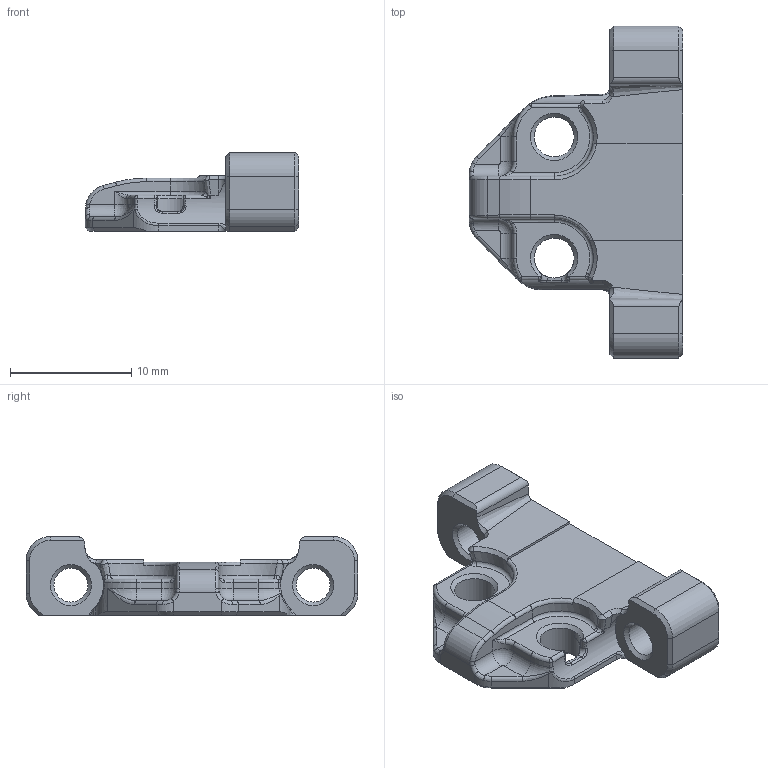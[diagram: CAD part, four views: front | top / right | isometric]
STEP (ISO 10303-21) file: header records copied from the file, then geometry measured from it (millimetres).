
FILE_DESCRIPTION(/* description */ ('STEP AP242','CAx-IF Rec.Pracs.---Representation and Presentation of Product Manufacturing Information (PMI)---4.0---2014-10-13','CAx-IF Rec.Pracs.---3D Tessellated Geometry---0.4---2014-09-14','2;1'),/* implementation_level */ '2;1');
FILE_NAME(/* name */ '661ddd04d99169347c97c1c6',/* time_stamp */ '2024-04-16T02:05:57Z',/* author */ (''),/* organization */ (''),/* preprocessor_version */ 'ST-DEVELOPER v20',/* originating_system */ ' ',/* authorisation */ ' ');
FILE_SCHEMA (('AP242_MANAGED_MODEL_BASED_3D_ENGINEERING_MIM_LF { 1 0 10303 442 1 1 4 }'));
Length unit declared in the file: metre
Products named in the file (1): Part 1
Bounding box: 17.6 x 27.4 x 6.5 mm (x, y, z)
Volume: 1211.7 mm3; surface area: 1135.2 mm2
Topology: 1 solids, 1 shells, 193 faces, 481 edges, 281 vertices
Faces by surface type: plane 52, cylinder 50, bspline 42, torus 26, cone 20, sphere 3
Full cylindrical faces by diameter (mm): 2.8 x2, 3.3 x2
Entity records: 6361 total; most frequent: CARTESIAN_POINT 2149, ORIENTED_EDGE 906, DIRECTION 833, EDGE_CURVE 453, AXIS2_PLACEMENT_3D 336, VERTEX_POINT 272, EDGE_LOOP 211, FACE_BOUND 211
